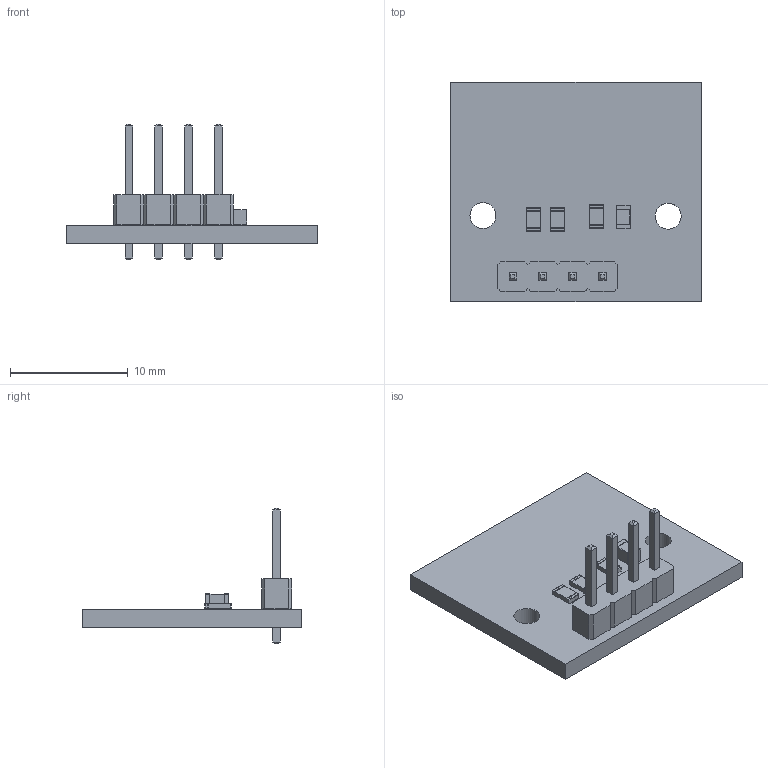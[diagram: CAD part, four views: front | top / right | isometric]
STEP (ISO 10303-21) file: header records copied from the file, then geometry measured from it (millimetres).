
FILE_DESCRIPTION(('KiCad electronic assembly'),'2;1');
FILE_NAME('sk8707-5x-breakout.step','2023-08-29T00:06:32',('Pcbnew'),( 'Kicad'),'Open CASCADE STEP processor 7.6','KiCad to STEP converter' ,'Unknown');
FILE_SCHEMA(('AUTOMOTIVE_DESIGN { 1 0 10303 214 1 1 1 1 }'));
Length unit declared in the file: millimetre
Products named in the file (8): sk8707-5x-breakout 1; PinHeader_1x04_P2.54mm_Vertical; SOLID; R_0805_2012Metric; C_0805_2012Metric; sk8707-5x-breakout PCB
Assembly tree (9 placements, depth 3):
  sk8707-5x-breakout 1
    PinHeader_1x04_P2.54mm_Vertical
      SOLID
    R_0805_2012Metric  x3
      SOLID
    C_0805_2012Metric
      SOLID
    sk8707-5x-breakout PCB
Bounding box: 21.26 x 18.64 x 11.54 mm (x, y, z)
Volume: 693.9 mm3; surface area: 1181.8 mm2
Topology: 6 solids, 6 shells, 218 faces, 544 edges, 348 vertices
Faces by surface type: plane 176, cylinder 42
Full cylindrical faces by diameter (mm): 1 x4, 2.2 x2
Entity records: 11472 total; most frequent: CARTESIAN_POINT 1852, DIRECTION 1596, LINE 1120, VECTOR 1120, ORIENTED_EDGE 816, PCURVE 816, DEFINITIONAL_REPRESENTATION 816, EDGE_CURVE 408
